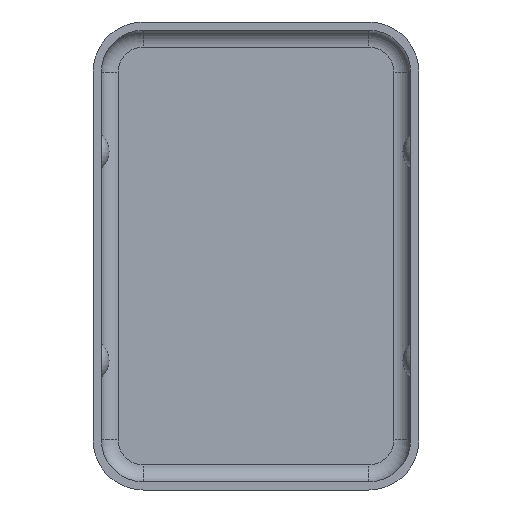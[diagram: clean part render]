
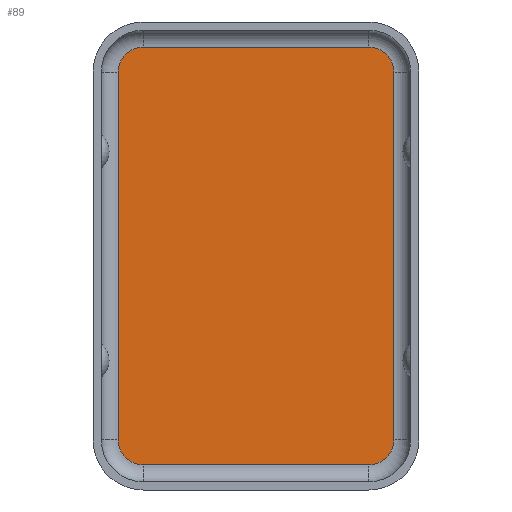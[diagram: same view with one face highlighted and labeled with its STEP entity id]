
A CAD part, front view. The second image highlights one B-rep face of the part: STEP entity #89.
In plain terms, the highlighted planar face has unit normal (0, -1, 0).
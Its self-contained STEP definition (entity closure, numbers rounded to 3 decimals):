
#89 = ADVANCED_FACE( 'NONE', ( #206 ), #207, .T. );
#206 = FACE_OUTER_BOUND( '', #351, .T. );
#207 = PLANE( '', #352 );
#351 = EDGE_LOOP( '', ( #547, #548, #549, #550, #551, #552, #553, #554 ) );
#352 = AXIS2_PLACEMENT_3D( '', #555, #556, #557 );
#547 = ORIENTED_EDGE( '', *, *, #859, .F. );
#548 = ORIENTED_EDGE( '', *, *, #860, .F. );
#549 = ORIENTED_EDGE( '', *, *, #861, .F. );
#550 = ORIENTED_EDGE( '', *, *, #862, .T. );
#551 = ORIENTED_EDGE( '', *, *, #863, .T. );
#552 = ORIENTED_EDGE( '', *, *, #864, .F. );
#553 = ORIENTED_EDGE( '', *, *, #854, .T. );
#554 = ORIENTED_EDGE( '', *, *, #865, .T. );
#555 = CARTESIAN_POINT( '', ( 2.7, 0., -4.4 ) );
#556 = DIRECTION( '', ( 0., -1., 0. ) );
#557 = DIRECTION( '', ( 0., 0., -1. ) );
#854 = EDGE_CURVE( 'NONE', #1024, #1022, #1025, .T. );
#859 = EDGE_CURVE( 'NONE', #1031, #1032, #1033, .T. );
#860 = EDGE_CURVE( 'NONE', #1034, #1031, #1035, .T. );
#861 = EDGE_CURVE( 'NONE', #1036, #1034, #1037, .T. );
#862 = EDGE_CURVE( 'NONE', #1036, #1038, #1039, .T. );
#863 = EDGE_CURVE( 'NONE', #1038, #1040, #1041, .T. );
#864 = EDGE_CURVE( 'NONE', #1024, #1040, #1042, .T. );
#865 = EDGE_CURVE( 'NONE', #1022, #1032, #1043, .T. );
#1022 = VERTEX_POINT( 'NONE', #1225 );
#1024 = VERTEX_POINT( 'NONE', #1227 );
#1025 = LINE( '', #1228, #1229 );
#1031 = VERTEX_POINT( 'NONE', #1235 );
#1032 = VERTEX_POINT( 'NONE', #1236 );
#1033 = LINE( '', #1237, #1238 );
#1034 = VERTEX_POINT( 'NONE', #1239 );
#1035 = CIRCLE( '', #1240, 0.6 );
#1036 = VERTEX_POINT( 'NONE', #1241 );
#1037 = LINE( '', #1242, #1243 );
#1038 = VERTEX_POINT( 'NONE', #1244 );
#1039 = CIRCLE( '', #1245, 0.6 );
#1040 = VERTEX_POINT( 'NONE', #1246 );
#1041 = LINE( '', #1247, #1248 );
#1042 = CIRCLE( '', #1249, 0.6 );
#1043 = CIRCLE( '', #1250, 0.6 );
#1225 = CARTESIAN_POINT( '', ( -3.3, 0., -4.4 ) );
#1227 = CARTESIAN_POINT( '', ( -3.3, 0., 4.4 ) );
#1228 = CARTESIAN_POINT( '', ( -3.3, 0., 0. ) );
#1229 = VECTOR( '', #1443, 1000. );
#1235 = CARTESIAN_POINT( '', ( 2.7, 0., -5. ) );
#1236 = CARTESIAN_POINT( '', ( -2.7, 0., -5. ) );
#1237 = CARTESIAN_POINT( '', ( 2.7, 0., -5. ) );
#1238 = VECTOR( '', #1450, 1000. );
#1239 = CARTESIAN_POINT( '', ( 3.3, 0., -4.4 ) );
#1240 = AXIS2_PLACEMENT_3D( '', #1451, #1452, #1453 );
#1241 = CARTESIAN_POINT( '', ( 3.3, 0., 4.4 ) );
#1242 = CARTESIAN_POINT( '', ( 3.3, 0., 0. ) );
#1243 = VECTOR( '', #1454, 1000. );
#1244 = CARTESIAN_POINT( '', ( 2.7, 0., 5. ) );
#1245 = AXIS2_PLACEMENT_3D( '', #1455, #1456, #1457 );
#1246 = CARTESIAN_POINT( '', ( -2.7, 0., 5. ) );
#1247 = CARTESIAN_POINT( '', ( 2.7, 0., 5. ) );
#1248 = VECTOR( '', #1458, 1000. );
#1249 = AXIS2_PLACEMENT_3D( '', #1459, #1460, #1461 );
#1250 = AXIS2_PLACEMENT_3D( '', #1462, #1463, #1464 );
#1443 = DIRECTION( '', ( 0., 0., -1. ) );
#1450 = DIRECTION( '', ( -1., 0., 0. ) );
#1451 = CARTESIAN_POINT( '', ( 2.7, 0., -4.4 ) );
#1452 = DIRECTION( '', ( 0., 1., 0. ) );
#1453 = DIRECTION( '', ( 0., 0., 1. ) );
#1454 = DIRECTION( '', ( 0., 0., -1. ) );
#1455 = CARTESIAN_POINT( '', ( 2.7, 0., 4.4 ) );
#1456 = DIRECTION( '', ( 0., -1., 0. ) );
#1457 = DIRECTION( '', ( 0., 0., -1. ) );
#1458 = DIRECTION( '', ( -1., 0., 0. ) );
#1459 = CARTESIAN_POINT( '', ( -2.7, 0., 4.4 ) );
#1460 = DIRECTION( '', ( 0., 1., 0. ) );
#1461 = DIRECTION( '', ( 0., 0., -1. ) );
#1462 = CARTESIAN_POINT( '', ( -2.7, 0., -4.4 ) );
#1463 = DIRECTION( '', ( 0., -1., 0. ) );
#1464 = DIRECTION( '', ( 0., 0., 1. ) );
